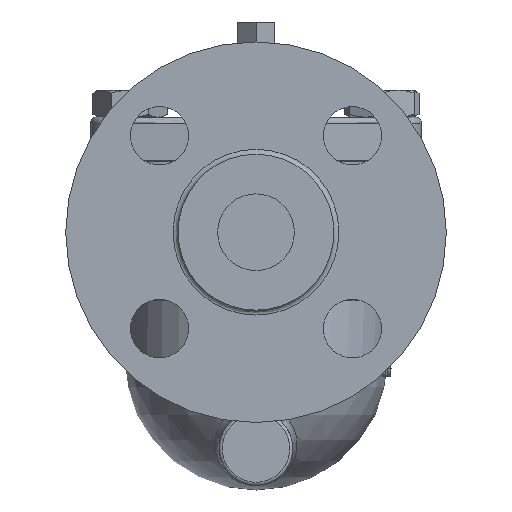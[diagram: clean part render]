
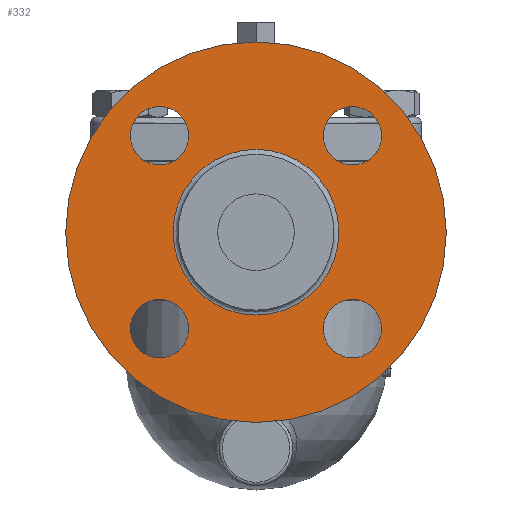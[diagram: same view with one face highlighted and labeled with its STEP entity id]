
A CAD part, left-side view. The second image highlights one B-rep face of the part: STEP entity #332.
In plain terms, the highlighted free-form (B-spline) face has degree [1, 1] with [2, 2] control points.
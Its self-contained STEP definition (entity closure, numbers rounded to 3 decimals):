
#186=CARTESIAN_POINT('',(-115.9,0.0,53.));
#187=VERTEX_POINT('',#186);
#188=CARTESIAN_POINT('',(-115.9,0.0,-9.));
#189=DIRECTION('',(-1.0,0.0,0.0));
#190=DIRECTION('',(0.0,0.0,1.0));
#191=AXIS2_PLACEMENT_3D('',#188,#189,#190);
#192=CIRCLE('',#191,62.);
#193=EDGE_CURVE('',#187,#187,#192,.T.);
#254=CARTESIAN_POINT('',(-115.9,0.0,18.));
#255=VERTEX_POINT('',#254);
#256=CARTESIAN_POINT('',(-115.9,0.0,-9.));
#257=DIRECTION('',(-1.0,0.0,0.0));
#258=DIRECTION('',(0.0,0.0,-1.0));
#259=AXIS2_PLACEMENT_3D('',#256,#257,#258);
#260=CIRCLE('',#259,27.);
#261=EDGE_CURVE('',#255,#255,#260,.T.);
#277=CARTESIAN_POINT('',(-115.9,62.,53.));
#278=CARTESIAN_POINT('',(-115.9,62.,-71.0));
#279=CARTESIAN_POINT('',(-115.9,-62.,53.));
#280=CARTESIAN_POINT('',(-115.9,-62.,-71.0));
#281=B_SPLINE_SURFACE_WITH_KNOTS('',1,1,((#277,#279),(#278,#280)),.UNSPECIFIED.,.F.,.F.,.U.,(2,2),(2,2),(0.0,124.),(0.0,124.),.UNSPECIFIED.);
#282=ORIENTED_EDGE('',*,*,#193,.T.);
#283=EDGE_LOOP('',(#282));
#284=FACE_OUTER_BOUND('',#283,.T.);
#285=CARTESIAN_POINT('',(-115.9,31.431,12.931));
#286=VERTEX_POINT('',#285);
#287=CARTESIAN_POINT('',(-115.9,31.431,22.431));
#288=DIRECTION('',(1.0,0.0,0.0));
#289=DIRECTION('',(0.0,0.0,-1.0));
#290=AXIS2_PLACEMENT_3D('',#287,#288,#289);
#291=CIRCLE('',#290,9.5);
#292=EDGE_CURVE('',#286,#286,#291,.T.);
#293=ORIENTED_EDGE('',*,*,#292,.T.);
#294=EDGE_LOOP('',(#293));
#295=FACE_BOUND('',#294,.T.);
#296=CARTESIAN_POINT('',(-115.9,21.931,-40.431));
#297=VERTEX_POINT('',#296);
#298=CARTESIAN_POINT('',(-115.9,31.431,-40.431));
#299=DIRECTION('',(1.0,0.0,0.0));
#300=DIRECTION('',(0.0,-1.0,0.0));
#301=AXIS2_PLACEMENT_3D('',#298,#299,#300);
#302=CIRCLE('',#301,9.5);
#303=EDGE_CURVE('',#297,#297,#302,.T.);
#304=ORIENTED_EDGE('',*,*,#303,.T.);
#305=EDGE_LOOP('',(#304));
#306=FACE_BOUND('',#305,.T.);
#307=CARTESIAN_POINT('',(-115.9,-31.431,-30.931));
#308=VERTEX_POINT('',#307);
#309=CARTESIAN_POINT('',(-115.9,-31.431,-40.431));
#310=DIRECTION('',(1.0,0.0,0.0));
#311=DIRECTION('',(0.0,0.0,1.0));
#312=AXIS2_PLACEMENT_3D('',#309,#310,#311);
#313=CIRCLE('',#312,9.5);
#314=EDGE_CURVE('',#308,#308,#313,.T.);
#315=ORIENTED_EDGE('',*,*,#314,.T.);
#316=EDGE_LOOP('',(#315));
#317=FACE_BOUND('',#316,.T.);
#318=CARTESIAN_POINT('',(-115.9,-21.931,22.431));
#319=VERTEX_POINT('',#318);
#320=CARTESIAN_POINT('',(-115.9,-31.431,22.431));
#321=DIRECTION('',(1.0,0.0,0.0));
#322=DIRECTION('',(0.0,1.0,0.0));
#323=AXIS2_PLACEMENT_3D('',#320,#321,#322);
#324=CIRCLE('',#323,9.5);
#325=EDGE_CURVE('',#319,#319,#324,.T.);
#326=ORIENTED_EDGE('',*,*,#325,.T.);
#327=EDGE_LOOP('',(#326));
#328=FACE_BOUND('',#327,.T.);
#329=ORIENTED_EDGE('',*,*,#261,.F.);
#330=EDGE_LOOP('',(#329));
#331=FACE_BOUND('',#330,.T.);
#332=ADVANCED_FACE('',(#284,#295,#306,#317,#328,#331),#281,.T.);
